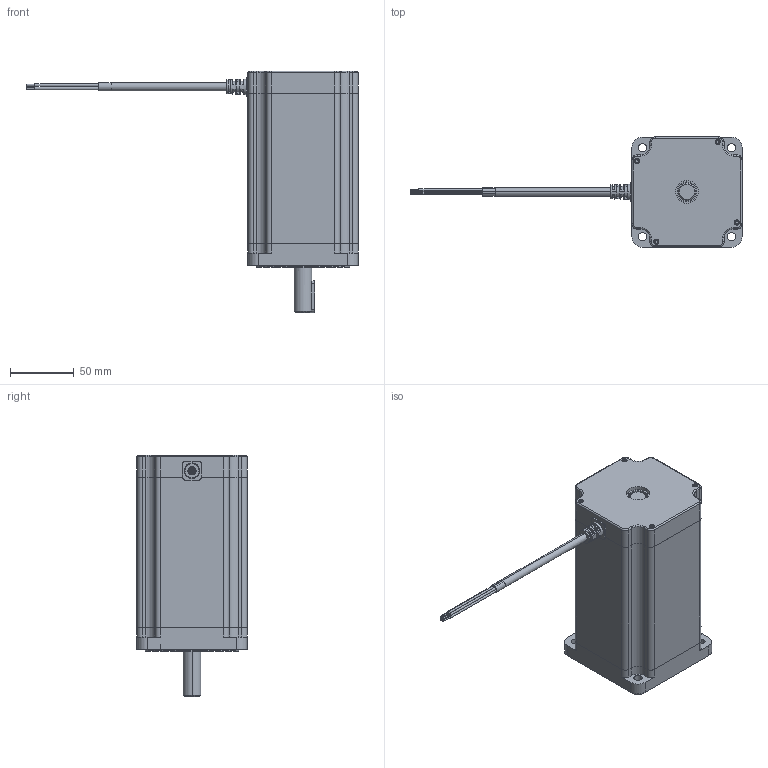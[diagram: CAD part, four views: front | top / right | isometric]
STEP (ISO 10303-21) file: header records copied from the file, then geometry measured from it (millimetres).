
FILE_DESCRIPTION (( 'STEP AP214' ), '1' );
FILE_NAME ('34HE59-6004S.STEP', '2022-06-15T01:45:12', ( '' ), ( '' ), 'SwSTEP 2.0', 'SolidWorks 2016', '' );
FILE_SCHEMA (( 'AUTOMOTIVE_DESIGN' ));
Length unit declared in the file: millimetre
Products named in the file (1): 34HE59-6004S
Bounding box: 259.5 x 86 x 188.5 mm (x, y, z)
Volume: 1025487.2 mm3; surface area: 78087.5 mm2
Topology: 2 solids, 2 shells, 466 faces, 1186 edges, 770 vertices
Faces by surface type: plane 217, cylinder 176, torus 32, cone 29, bspline 12
Entity records: 21546 total; most frequent: CARTESIAN_POINT 7719, ORIENTED_EDGE 2372, DIRECTION 2338, EDGE_CURVE 1186, AXIS2_PLACEMENT_3D 883, VERTEX_POINT 770, VECTOR 572, LINE 572
